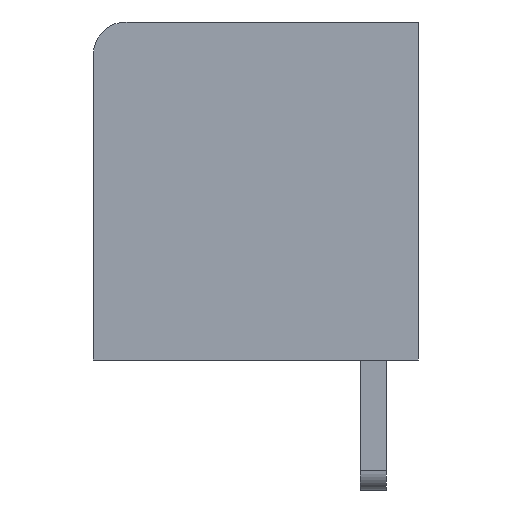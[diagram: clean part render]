
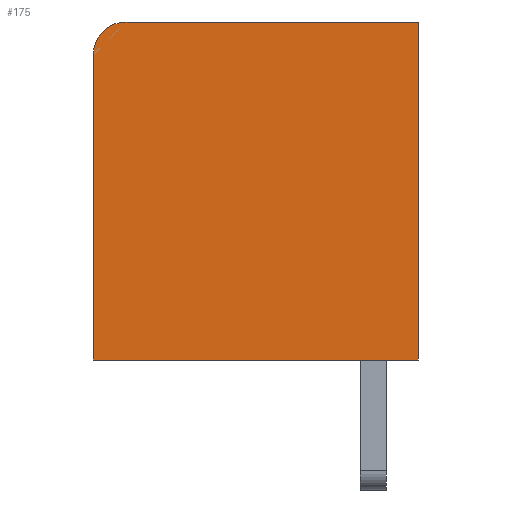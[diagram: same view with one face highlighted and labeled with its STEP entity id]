
A CAD part, left-side view. The second image highlights one B-rep face of the part: STEP entity #175.
In plain terms, the highlighted planar face has unit normal (-1, 0, 0).
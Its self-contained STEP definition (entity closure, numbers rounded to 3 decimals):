
#175=ADVANCED_FACE('',(#332),#333,.F.);
#332=FACE_OUTER_BOUND('',#469,.T.);
#333=PLANE('',#470);
#469=EDGE_LOOP('',(#813,#814,#815,#816,#817));
#470=AXIS2_PLACEMENT_3D('',#818,#819,#820);
#813=ORIENTED_EDGE('',*,*,#823,.T.);
#814=ORIENTED_EDGE('',*,*,#867,.F.);
#815=ORIENTED_EDGE('',*,*,#863,.F.);
#816=ORIENTED_EDGE('',*,*,#951,.T.);
#817=ORIENTED_EDGE('',*,*,#955,.T.);
#818=CARTESIAN_POINT('',(-3.81,5.0,10.4));
#819=DIRECTION('',(1.0,0.0,0.0));
#820=DIRECTION('',(0.0,0.0,-1.0));
#823=EDGE_CURVE('',#958,#959,#960,.T.);
#863=EDGE_CURVE('',#1031,#1033,#1034,.T.);
#867=EDGE_CURVE('',#1033,#959,#1039,.T.);
#951=EDGE_CURVE('',#1031,#1149,#1151,.F.);
#955=EDGE_CURVE('',#1149,#958,#1155,.T.);
#958=VERTEX_POINT('',#1158);
#959=VERTEX_POINT('',#1159);
#960=LINE('',#1160,#1161);
#1031=VERTEX_POINT('',#1263);
#1033=VERTEX_POINT('',#1266);
#1034=LINE('',#1267,#1268);
#1039=LINE('',#1275,#1276);
#1149=VERTEX_POINT('',#1433);
#1151=CIRCLE('',#1436,1.0);
#1155=LINE('',#1441,#1442);
#1158=CARTESIAN_POINT('',(-3.81,5.0,0.0));
#1159=CARTESIAN_POINT('',(-3.81,-5.0,0.0));
#1160=CARTESIAN_POINT('',(-3.81,5.0,0.0));
#1161=VECTOR('',#1444,1.0);
#1263=CARTESIAN_POINT('',(-3.81,4.0,10.4));
#1266=CARTESIAN_POINT('',(-3.81,-5.,10.4));
#1267=CARTESIAN_POINT('',(-3.81,5.0,10.4));
#1268=VECTOR('',#1486,1.0);
#1275=CARTESIAN_POINT('',(-3.81,-5.0,10.4));
#1276=VECTOR('',#1489,1.0);
#1433=CARTESIAN_POINT('',(-3.81,5.0,9.4));
#1436=AXIS2_PLACEMENT_3D('',#1553,#1554,#1555);
#1441=CARTESIAN_POINT('',(-3.81,5.0,10.4));
#1442=VECTOR('',#1557,1.0);
#1444=DIRECTION('',(0.0,-1.0,0.0));
#1486=DIRECTION('',(0.0,-1.0,0.0));
#1489=DIRECTION('',(0.0,0.0,-1.0));
#1553=CARTESIAN_POINT('',(-3.81,4.0,9.4));
#1554=DIRECTION('',(1.0,0.0,0.0));
#1555=DIRECTION('',(0.0,0.0,-1.0));
#1557=DIRECTION('',(0.0,0.0,-1.0));
